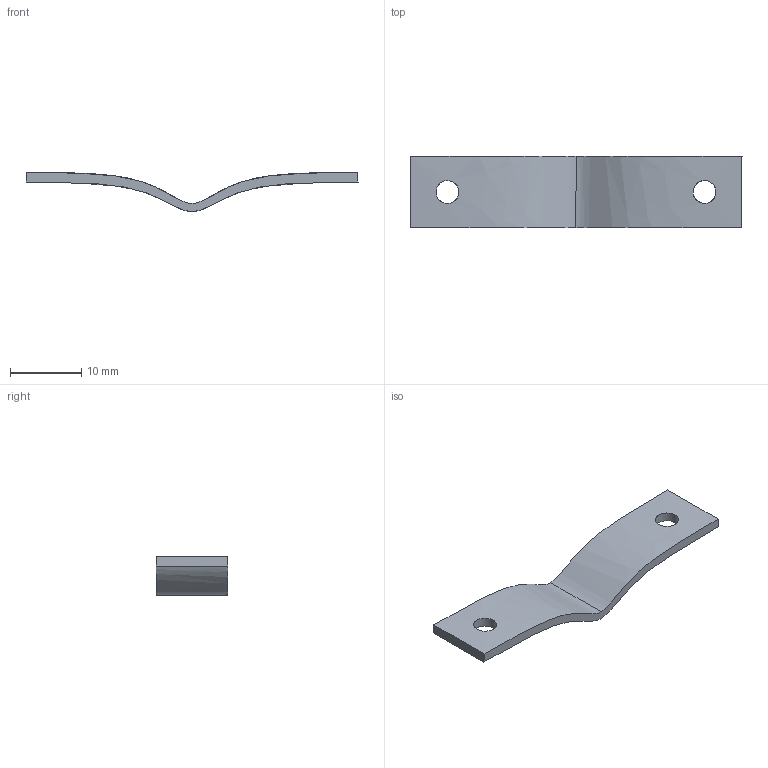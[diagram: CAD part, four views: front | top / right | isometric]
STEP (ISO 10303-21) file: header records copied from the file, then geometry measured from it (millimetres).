
FILE_DESCRIPTION(/* description */ (''),/* implementation_level */ '2;1');
FILE_NAME(/* name */ '60_Planktoscope_Sampleholder_2.stp',/* time_stamp */ '2024-06-28T18:16:06+02:00',/* author */ ('diederichbenedict'),/* organization */ (''),/* preprocessor_version */ 'ST-DEVELOPER v20',/* originating_system */ 'Autodesk Inventor 2024',/* authorisation */ '');
FILE_SCHEMA (('AUTOMOTIVE_DESIGN { 1 0 10303 214 3 1 1 }'));
Length unit declared in the file: millimetre
Products named in the file (1): 60_Planktoscope_Sampleholder_2
Bounding box: 46.48 x 10 x 5.46 mm (x, y, z)
Volume: 593.3 mm3; surface area: 1101.9 mm2
Topology: 1 solids, 1 shells, 10 faces, 28 edges, 20 vertices
Faces by surface type: plane 4, bspline 4, cylinder 2
Full cylindrical faces by diameter (mm): 3.2 x2
Entity records: 687 total; most frequent: CARTESIAN_POINT 415, ORIENTED_EDGE 56, EDGE_CURVE 28, DIRECTION 26, VERTEX_POINT 20, B_SPLINE_CURVE_WITH_KNOTS 16, EDGE_LOOP 14, LINE 12
